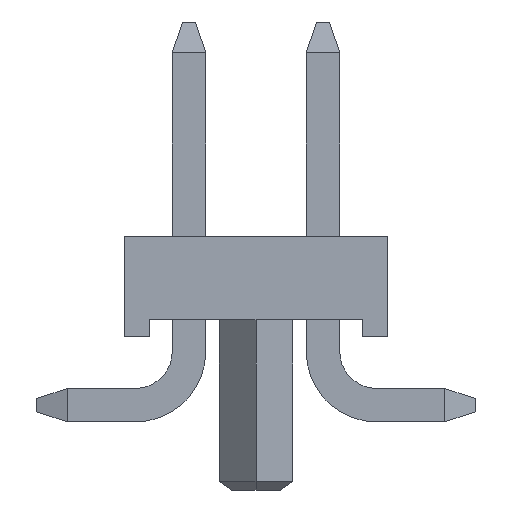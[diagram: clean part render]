
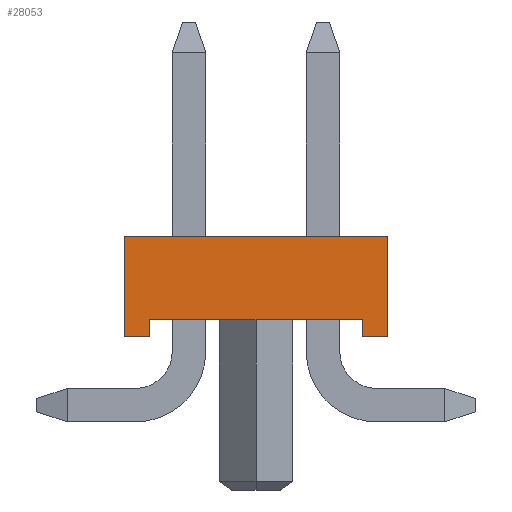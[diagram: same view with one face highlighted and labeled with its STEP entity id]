
A CAD part, left-side view. The second image highlights one B-rep face of the part: STEP entity #28053.
In plain terms, the highlighted planar face has unit normal (-1, 0, 0).
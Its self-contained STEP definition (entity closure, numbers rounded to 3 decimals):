
#27869=CARTESIAN_POINT('',(-12.,-1.588,1.27));
#27870=VERTEX_POINT('',#27869);
#27877=CARTESIAN_POINT('',(-12.,-1.588,1.524));
#27878=VERTEX_POINT('',#27877);
#27879=CARTESIAN_POINT('',(-12.,-1.588,1.524));
#27880=DIRECTION('',(0.0,0.0,-1.0));
#27881=VECTOR('',#27880,0.254);
#27882=LINE('',#27879,#27881);
#27883=EDGE_CURVE('',#27878,#27870,#27882,.T.);
#27915=CARTESIAN_POINT('',(-12.,1.588,1.524));
#27916=VERTEX_POINT('',#27915);
#27917=CARTESIAN_POINT('',(-12.,1.588,1.524));
#27918=DIRECTION('',(0.0,-1.0,0.0));
#27919=VECTOR('',#27918,3.175);
#27920=LINE('',#27917,#27919);
#27921=EDGE_CURVE('',#27916,#27878,#27920,.T.);
#27948=CARTESIAN_POINT('',(-12.,1.588,1.27));
#27949=VERTEX_POINT('',#27948);
#27950=CARTESIAN_POINT('',(-12.,1.588,1.27));
#27951=DIRECTION('',(0.0,0.0,1.0));
#27952=VECTOR('',#27951,0.254);
#27953=LINE('',#27950,#27952);
#27954=EDGE_CURVE('',#27949,#27916,#27953,.T.);
#27973=CARTESIAN_POINT('',(-12.,1.969,1.27));
#27974=VERTEX_POINT('',#27973);
#27981=CARTESIAN_POINT('',(-12.,1.969,2.769));
#27982=VERTEX_POINT('',#27981);
#27983=CARTESIAN_POINT('',(-12.,1.969,2.769));
#27984=DIRECTION('',(0.0,0.0,-1.0));
#27985=VECTOR('',#27984,1.499);
#27986=LINE('',#27983,#27985);
#27987=EDGE_CURVE('',#27982,#27974,#27986,.T.);
#28014=CARTESIAN_POINT('',(-12.,0.,2.019));
#28015=DIRECTION('',(1.0,0.0,0.0));
#28016=DIRECTION('',(0.0,0.0,1.0));
#28017=AXIS2_PLACEMENT_3D('',#28014,#28015,#28016);
#28018=PLANE('',#28017);
#28019=ORIENTED_EDGE('',*,*,#27954,.T.);
#28020=ORIENTED_EDGE('',*,*,#27921,.T.);
#28021=ORIENTED_EDGE('',*,*,#27883,.T.);
#28022=CARTESIAN_POINT('',(-12.,-1.969,1.27));
#28023=VERTEX_POINT('',#28022);
#28024=CARTESIAN_POINT('',(-12.,-1.969,1.27));
#28025=DIRECTION('',(0.0,1.0,0.0));
#28026=VECTOR('',#28025,0.381);
#28027=LINE('',#28024,#28026);
#28028=EDGE_CURVE('',#28023,#27870,#28027,.T.);
#28029=ORIENTED_EDGE('',*,*,#28028,.F.);
#28030=CARTESIAN_POINT('',(-12.,-1.969,2.769));
#28031=VERTEX_POINT('',#28030);
#28032=CARTESIAN_POINT('',(-12.,-1.969,2.769));
#28033=DIRECTION('',(0.0,0.0,-1.0));
#28034=VECTOR('',#28033,1.499);
#28035=LINE('',#28032,#28034);
#28036=EDGE_CURVE('',#28031,#28023,#28035,.T.);
#28037=ORIENTED_EDGE('',*,*,#28036,.F.);
#28038=CARTESIAN_POINT('',(-12.,1.969,2.769));
#28039=DIRECTION('',(0.0,-1.0,0.0));
#28040=VECTOR('',#28039,3.937);
#28041=LINE('',#28038,#28040);
#28042=EDGE_CURVE('',#27982,#28031,#28041,.T.);
#28043=ORIENTED_EDGE('',*,*,#28042,.F.);
#28044=ORIENTED_EDGE('',*,*,#27987,.T.);
#28045=CARTESIAN_POINT('',(-12.,1.588,1.27));
#28046=DIRECTION('',(0.0,1.0,0.0));
#28047=VECTOR('',#28046,0.381);
#28048=LINE('',#28045,#28047);
#28049=EDGE_CURVE('',#27949,#27974,#28048,.T.);
#28050=ORIENTED_EDGE('',*,*,#28049,.F.);
#28051=EDGE_LOOP('',(#28019,#28020,#28021,#28029,#28037,#28043,#28044,#28050));
#28052=FACE_OUTER_BOUND('',#28051,.T.);
#28053=ADVANCED_FACE('',(#28052),#28018,.F.);
